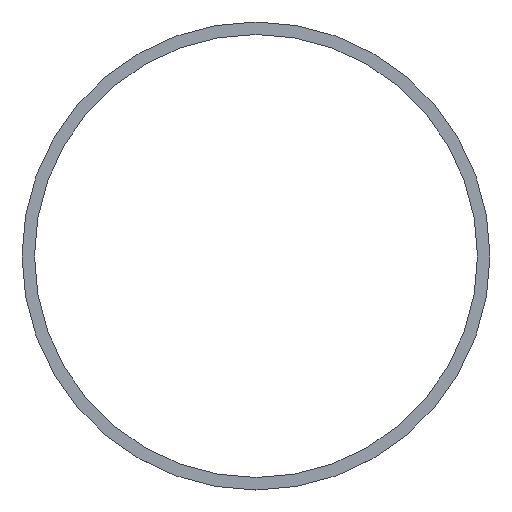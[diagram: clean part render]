
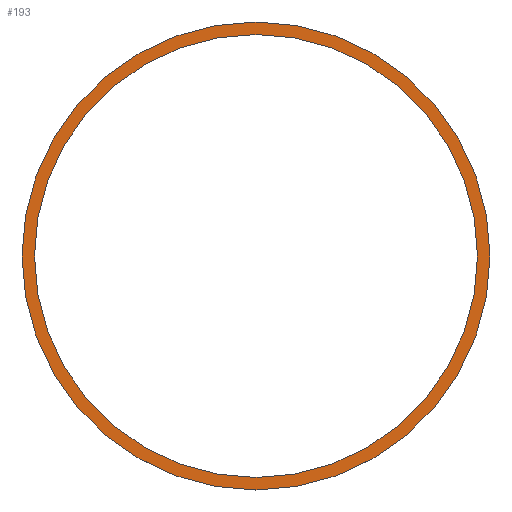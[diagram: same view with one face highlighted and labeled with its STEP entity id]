
A CAD part, top view. The second image highlights one B-rep face of the part: STEP entity #193.
In plain terms, the highlighted planar face has unit normal (0, 0, 1).
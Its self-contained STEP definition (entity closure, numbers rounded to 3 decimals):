
#1 = ORIENTED_EDGE ( 'NONE', *, *, #156, .F. ) ;
#4 = AXIS2_PLACEMENT_3D ( 'NONE', #66, #183, #100 ) ;
#5 = DIRECTION ( 'NONE',  ( 1., 0., 0. ) ) ;
#9 = CARTESIAN_POINT ( 'NONE',  ( -178.25, 0., 0. ) ) ;
#28 = PLANE ( 'NONE',  #111 ) ;
#39 = EDGE_LOOP ( 'NONE', ( #185, #42 ) ) ;
#42 = ORIENTED_EDGE ( 'NONE', *, *, #43, .T. ) ;
#43 = EDGE_CURVE ( 'NONE', #63, #157, #125, .T. ) ;
#45 = VERTEX_POINT ( 'NONE', #186 ) ;
#46 = VERTEX_POINT ( 'NONE', #9 ) ;
#52 = CARTESIAN_POINT ( 'NONE',  ( 188.3, 0., 0. ) ) ;
#59 = EDGE_CURVE ( 'NONE', #45, #46, #127, .T. ) ;
#63 = VERTEX_POINT ( 'NONE', #81 ) ;
#66 = CARTESIAN_POINT ( 'NONE',  ( 0., 0., 0. ) ) ;
#69 = AXIS2_PLACEMENT_3D ( 'NONE', #198, #200, #202 ) ;
#80 = CARTESIAN_POINT ( 'NONE',  ( 0., 0., 0. ) ) ;
#81 = CARTESIAN_POINT ( 'NONE',  ( -188.3, 0., 0. ) ) ;
#84 = ORIENTED_EDGE ( 'NONE', *, *, #59, .F. ) ;
#92 = CARTESIAN_POINT ( 'NONE',  ( 0., 0., 0. ) ) ;
#93 = FACE_BOUND ( 'NONE', #114, .T. ) ;
#100 = DIRECTION ( 'NONE',  ( 1., 0., 0. ) ) ;
#102 = AXIS2_PLACEMENT_3D ( 'NONE', #104, #199, #165 ) ;
#104 = CARTESIAN_POINT ( 'NONE',  ( 0., 0., 0. ) ) ;
#109 = AXIS2_PLACEMENT_3D ( 'NONE', #92, #132, #5 ) ;
#111 = AXIS2_PLACEMENT_3D ( 'NONE', #80, #115, #147 ) ;
#114 = EDGE_LOOP ( 'NONE', ( #84, #1 ) ) ;
#115 = DIRECTION ( 'NONE',  ( 0., 0., 1. ) ) ;
#125 = CIRCLE ( 'NONE', #4, 188.3 ) ;
#127 = CIRCLE ( 'NONE', #109, 178.25 ) ;
#132 = DIRECTION ( 'NONE',  ( 0., 0., 1. ) ) ;
#147 = DIRECTION ( 'NONE',  ( 1., 0., 0. ) ) ;
#156 = EDGE_CURVE ( 'NONE', #46, #45, #207, .T. ) ;
#157 = VERTEX_POINT ( 'NONE', #52 ) ;
#159 = FACE_OUTER_BOUND ( 'NONE', #39, .T. ) ;
#165 = DIRECTION ( 'NONE',  ( 1., 0., 0. ) ) ;
#166 = CIRCLE ( 'NONE', #102, 188.3 ) ;
#183 = DIRECTION ( 'NONE',  ( 0., 0., 1. ) ) ;
#185 = ORIENTED_EDGE ( 'NONE', *, *, #210, .T. ) ;
#186 = CARTESIAN_POINT ( 'NONE',  ( 178.25, 0., 0. ) ) ;
#193 = ADVANCED_FACE ( 'NONE', ( #93, #159 ), #28, .T. ) ;
#198 = CARTESIAN_POINT ( 'NONE',  ( 0., 0., 0. ) ) ;
#199 = DIRECTION ( 'NONE',  ( 0., 0., 1. ) ) ;
#200 = DIRECTION ( 'NONE',  ( 0., 0., 1. ) ) ;
#202 = DIRECTION ( 'NONE',  ( 1., 0., 0. ) ) ;
#207 = CIRCLE ( 'NONE', #69, 178.25 ) ;
#210 = EDGE_CURVE ( 'NONE', #157, #63, #166, .T. ) ;
